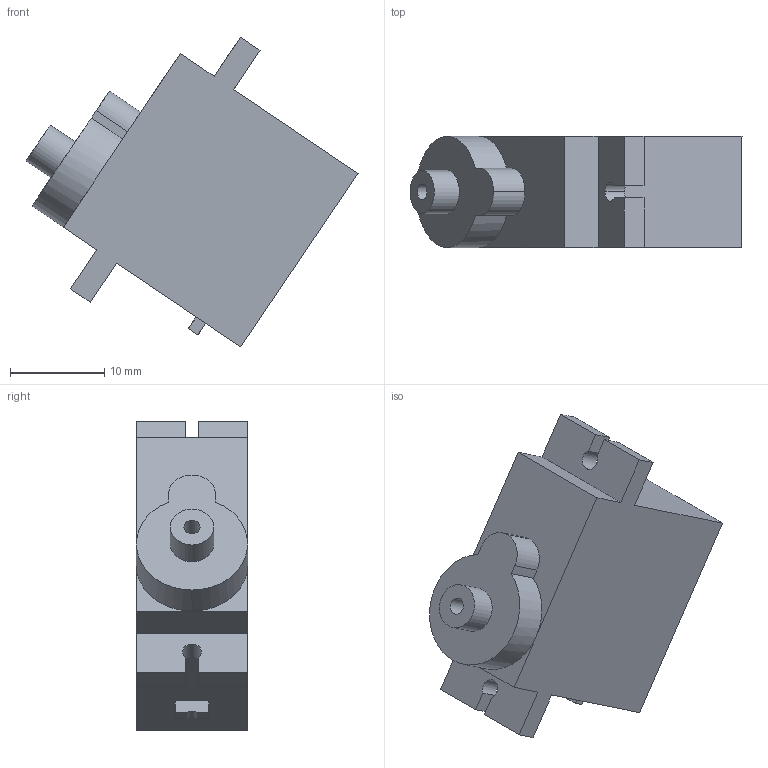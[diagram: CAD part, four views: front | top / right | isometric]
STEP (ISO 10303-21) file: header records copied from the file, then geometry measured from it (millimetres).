
FILE_DESCRIPTION(('HOOPS Exchange Step'),'2;1');
FILE_NAME('temp_export','2025-08-20T15:49:29+08:00',('maoge'),('Shapr3D Limited'),'HOOPS Exchange 2024.8','Shapr3D','Authorized');
FILE_SCHEMA( ('AP242_MANAGED_MODEL_BASED_3D_ENGINEERING_MIM_LF {1 0 10303 442 1 1 4}') );
Length unit declared in the file: millimetre
Products named in the file (1): SG90
Bounding box: 35.19 x 11.8 x 32.84 mm (x, y, z)
Volume: 6753 mm3; surface area: 2617.5 mm2
Topology: 1 solids, 1 shells, 45 faces, 120 edges, 80 vertices
Faces by surface type: plane 33, cylinder 12
Full cylindrical faces by diameter (mm): 1.7 x1, 4.6 x1
Entity records: 1461 total; most frequent: CARTESIAN_POINT 275, ORIENTED_EDGE 240, DIRECTION 234, EDGE_CURVE 120, VECTOR 88, LINE 88, VERTEX_POINT 80, AXIS2_PLACEMENT_3D 73
